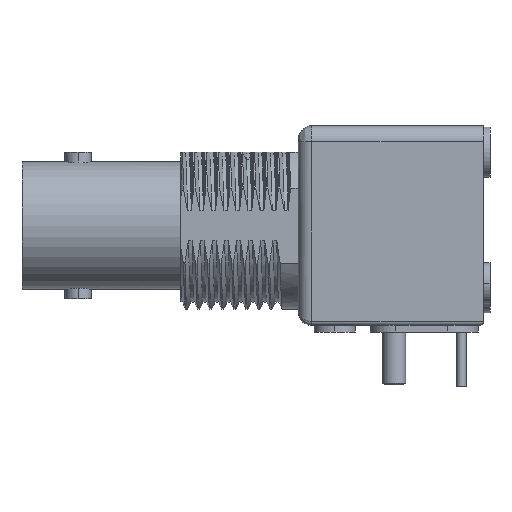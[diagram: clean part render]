
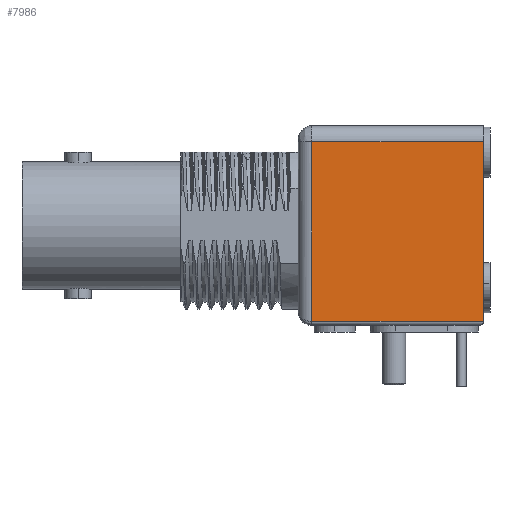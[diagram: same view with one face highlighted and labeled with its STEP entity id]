
A CAD part, front view. The second image highlights one B-rep face of the part: STEP entity #7986.
In plain terms, the highlighted planar face has unit normal (0, -1, 0).
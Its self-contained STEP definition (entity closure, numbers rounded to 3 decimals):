
#419=CARTESIAN_POINT('',(5.716,-7.2,-7.25));
#663=DIRECTION('',(1.,0.,0.));
#664=VECTOR('',#663,12.984);
#665=CARTESIAN_POINT('',(5.716,-7.2,-7.25));
#666=LINE('',#665,#664);
#705=DIRECTION('',(0.,0.,1.));
#706=VECTOR('',#705,13.606);
#707=CARTESIAN_POINT('',(5.716,-7.2,-7.25));
#708=LINE('',#707,#706);
#709=DIRECTION('',(-1.,0.,0.));
#710=VECTOR('',#709,12.984);
#711=CARTESIAN_POINT('',(18.7,-7.2,6.356));
#712=LINE('',#711,#710);
#820=DIRECTION('',(0.,0.,-1.));
#821=VECTOR('',#820,13.606);
#822=CARTESIAN_POINT('',(18.7,-7.2,6.356));
#823=LINE('',#822,#821);
#6602=CARTESIAN_POINT('',(18.7,-7.2,6.356));
#6604=VERTEX_POINT('',#6602);
#6611=CARTESIAN_POINT('',(5.716,-7.2,6.356));
#6612=VERTEX_POINT('',#6611);
#6741=VERTEX_POINT('',#419);
#6754=CARTESIAN_POINT('',(18.7,-7.2,-7.25));
#6755=VERTEX_POINT('',#6754);
#7973=CARTESIAN_POINT('',(4.7,-7.2,7.55));
#7974=DIRECTION('',(0.,-1.,0.));
#7975=DIRECTION('',(0.,0.,-1.));
#7976=AXIS2_PLACEMENT_3D('',#7973,#7974,#7975);
#7977=PLANE('',#7976);
#7978=ORIENTED_EDGE('',*,*,#7957,.F.);
#7979=ORIENTED_EDGE('',*,*,#7728,.T.);
#7981=ORIENTED_EDGE('',*,*,#7980,.F.);
#7983=ORIENTED_EDGE('',*,*,#7982,.T.);
#7984=EDGE_LOOP('',(#7978,#7979,#7981,#7983));
#7985=FACE_OUTER_BOUND('',#7984,.F.);
#7986=ADVANCED_FACE('',(#7985),#7977,.T.);
#7728=EDGE_CURVE('',#6741,#6612,#708,.T.);
#7957=EDGE_CURVE('',#6741,#6755,#666,.T.);
#7980=EDGE_CURVE('',#6604,#6612,#712,.T.);
#7982=EDGE_CURVE('',#6604,#6755,#823,.T.);
